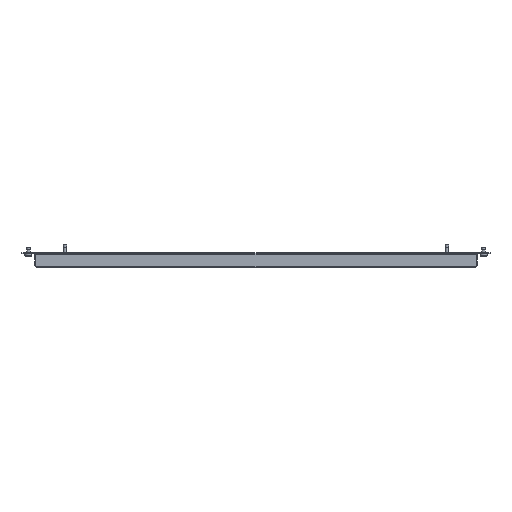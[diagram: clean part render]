
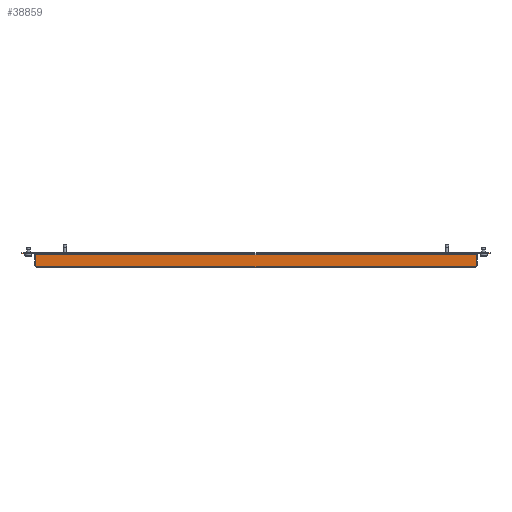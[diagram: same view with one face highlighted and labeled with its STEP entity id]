
A CAD part, front view. The second image highlights one B-rep face of the part: STEP entity #38859.
In plain terms, the highlighted planar face has unit normal (0, -1, 0).
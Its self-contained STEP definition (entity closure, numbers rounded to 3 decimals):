
#38859=ADVANCED_FACE('',(#79056),#79057,.F.);
#79056=FACE_OUTER_BOUND('',#120594,.T.);
#79057=PLANE('',#120595);
#120594=EDGE_LOOP('',(#245891,#245892,#245893,#245894,#245895,#245896,#245897,#245898,#245899,#245900,#245901,#245902,#245903,#245904,#245905,#245906,#245907,#245908,#245909,#245910,#245911,#245912));
#120595=AXIS2_PLACEMENT_3D('',#245913,#245914,#245915);
#245891=ORIENTED_EDGE('',*,*,#310805,.F.);
#245892=ORIENTED_EDGE('',*,*,#262274,.T.);
#245893=ORIENTED_EDGE('',*,*,#310806,.T.);
#245894=ORIENTED_EDGE('',*,*,#310807,.T.);
#245895=ORIENTED_EDGE('',*,*,#310808,.F.);
#245896=ORIENTED_EDGE('',*,*,#310809,.T.);
#245897=ORIENTED_EDGE('',*,*,#310810,.T.);
#245898=ORIENTED_EDGE('',*,*,#310811,.T.);
#245899=ORIENTED_EDGE('',*,*,#310812,.T.);
#245900=ORIENTED_EDGE('',*,*,#310813,.T.);
#245901=ORIENTED_EDGE('',*,*,#310814,.T.);
#245902=ORIENTED_EDGE('',*,*,#310815,.T.);
#245903=ORIENTED_EDGE('',*,*,#310816,.F.);
#245904=ORIENTED_EDGE('',*,*,#310817,.F.);
#245905=ORIENTED_EDGE('',*,*,#310818,.T.);
#245906=ORIENTED_EDGE('',*,*,#310819,.T.);
#245907=ORIENTED_EDGE('',*,*,#310820,.F.);
#245908=ORIENTED_EDGE('',*,*,#310821,.F.);
#245909=ORIENTED_EDGE('',*,*,#310822,.F.);
#245910=ORIENTED_EDGE('',*,*,#310823,.F.);
#245911=ORIENTED_EDGE('',*,*,#310824,.T.);
#245912=ORIENTED_EDGE('',*,*,#310825,.T.);
#245913=CARTESIAN_POINT('',(398.5,0.0,1.195));
#245914=DIRECTION('',(0.0,1.0,0.0));
#245915=DIRECTION('',(-1.0,0.0,0.0));
#262274=EDGE_CURVE('',#321937,#321935,#321938,.T.);
#310805=EDGE_CURVE('',#321937,#390901,#390902,.T.);
#310806=EDGE_CURVE('',#321935,#390903,#390904,.T.);
#310807=EDGE_CURVE('',#390903,#390905,#390906,.T.);
#310808=EDGE_CURVE('',#390907,#390905,#390908,.T.);
#310809=EDGE_CURVE('',#390907,#390909,#390910,.T.);
#310810=EDGE_CURVE('',#390909,#390911,#390912,.T.);
#310811=EDGE_CURVE('',#390911,#390913,#390914,.T.);
#310812=EDGE_CURVE('',#390913,#390915,#390916,.T.);
#310813=EDGE_CURVE('',#390915,#390917,#390918,.T.);
#310814=EDGE_CURVE('',#390917,#390919,#390920,.T.);
#310815=EDGE_CURVE('',#390919,#390921,#390922,.T.);
#310816=EDGE_CURVE('',#390923,#390921,#390924,.T.);
#310817=EDGE_CURVE('',#390925,#390923,#390926,.T.);
#310818=EDGE_CURVE('',#390925,#390927,#390928,.T.);
#310819=EDGE_CURVE('',#390927,#390929,#390930,.T.);
#310820=EDGE_CURVE('',#390931,#390929,#390932,.T.);
#310821=EDGE_CURVE('',#390933,#390931,#390934,.T.);
#310822=EDGE_CURVE('',#390935,#390933,#390936,.T.);
#310823=EDGE_CURVE('',#390937,#390935,#390938,.T.);
#310824=EDGE_CURVE('',#390937,#390939,#390940,.T.);
#310825=EDGE_CURVE('',#390939,#390901,#390941,.T.);
#321935=VERTEX_POINT('',#407382);
#321937=VERTEX_POINT('',#407385);
#321938=LINE('',#407386,#407387);
#390901=VERTEX_POINT('',#512108);
#390902=CIRCLE('',#512109,3.25);
#390903=VERTEX_POINT('',#512110);
#390904=CIRCLE('',#512111,3.25);
#390905=VERTEX_POINT('',#512112);
#390906=LINE('',#512113,#512114);
#390907=VERTEX_POINT('',#512115);
#390908=CIRCLE('',#512116,2.0);
#390909=VERTEX_POINT('',#512117);
#390910=LINE('',#512118,#512119);
#390911=VERTEX_POINT('',#512120);
#390912=LINE('',#512121,#512122);
#390913=VERTEX_POINT('',#512123);
#390914=LINE('',#512124,#512125);
#390915=VERTEX_POINT('',#512126);
#390916=CIRCLE('',#512127,3.25);
#390917=VERTEX_POINT('',#512128);
#390918=LINE('',#512129,#512130);
#390919=VERTEX_POINT('',#512131);
#390920=CIRCLE('',#512132,2.);
#390921=VERTEX_POINT('',#512133);
#390922=LINE('',#512134,#512135);
#390923=VERTEX_POINT('',#512136);
#390924=LINE('',#512137,#512138);
#390925=VERTEX_POINT('',#512139);
#390926=LINE('',#512140,#512141);
#390927=VERTEX_POINT('',#512142);
#390928=CIRCLE('',#512143,2.);
#390929=VERTEX_POINT('',#512144);
#390930=LINE('',#512145,#512146);
#390931=VERTEX_POINT('',#512147);
#390932=CIRCLE('',#512148,3.25);
#390933=VERTEX_POINT('',#512149);
#390934=LINE('',#512150,#512151);
#390935=VERTEX_POINT('',#512152);
#390936=LINE('',#512153,#512154);
#390937=VERTEX_POINT('',#512155);
#390938=LINE('',#512156,#512157);
#390939=VERTEX_POINT('',#512158);
#390940=CIRCLE('',#512159,2.0);
#390941=LINE('',#512160,#512161);
#407382=CARTESIAN_POINT('',(771.75,0.0,0.));
#407385=CARTESIAN_POINT('',(25.25,0.0,0.0));
#407386=CARTESIAN_POINT('',(23.26,0.0,0.0));
#407387=VECTOR('',#518253,1.0);
#512108=CARTESIAN_POINT('',(22.0,0.0,3.25));
#512109=AXIS2_PLACEMENT_3D('',#554012,#554013,#554014);
#512110=CARTESIAN_POINT('',(775.,0.0,3.25));
#512111=AXIS2_PLACEMENT_3D('',#554015,#554016,#554017);
#512112=CARTESIAN_POINT('',(775.0,0.0,21.25));
#512113=CARTESIAN_POINT('',(775.0,0.0,3.25));
#512114=VECTOR('',#554018,1.0);
#512115=CARTESIAN_POINT('',(777.,0.0,23.25));
#512116=AXIS2_PLACEMENT_3D('',#554019,#554020,#554021);
#512117=CARTESIAN_POINT('',(797.0,0.0,23.25));
#512118=CARTESIAN_POINT('',(777.0,0.0,23.25));
#512119=VECTOR('',#554022,1.0);
#512120=CARTESIAN_POINT('',(797.0,0.0,24.5));
#512121=CARTESIAN_POINT('',(797.0,0.0,23.25));
#512122=VECTOR('',#554023,1.0);
#512123=CARTESIAN_POINT('',(777.0,0.0,24.5));
#512124=CARTESIAN_POINT('',(797.0,0.0,24.5));
#512125=VECTOR('',#554024,1.0);
#512126=CARTESIAN_POINT('',(773.75,0.0,21.25));
#512127=AXIS2_PLACEMENT_3D('',#554025,#554026,#554027);
#512128=CARTESIAN_POINT('',(773.75,0.0,3.25));
#512129=CARTESIAN_POINT('',(773.75,0.0,21.25));
#512130=VECTOR('',#554028,1.0);
#512131=CARTESIAN_POINT('',(773.74,0.0,3.05));
#512132=AXIS2_PLACEMENT_3D('',#554029,#554030,#554031);
#512133=CARTESIAN_POINT('',(773.74,0.0,21.25));
#512134=CARTESIAN_POINT('',(773.74,0.0,0.0));
#512135=VECTOR('',#554032,1.0);
#512136=CARTESIAN_POINT('',(23.26,0.0,21.25));
#512137=CARTESIAN_POINT('',(23.26,0.0,21.25));
#512138=VECTOR('',#554033,1.0);
#512139=CARTESIAN_POINT('',(23.26,0.0,3.05));
#512140=CARTESIAN_POINT('',(23.26,0.0,0.0));
#512141=VECTOR('',#554034,1.0);
#512142=CARTESIAN_POINT('',(23.25,0.0,3.25));
#512143=AXIS2_PLACEMENT_3D('',#554035,#554036,#554037);
#512144=CARTESIAN_POINT('',(23.25,0.0,21.25));
#512145=CARTESIAN_POINT('',(23.25,0.0,3.25));
#512146=VECTOR('',#554038,1.0);
#512147=CARTESIAN_POINT('',(20.0,0.0,24.5));
#512148=AXIS2_PLACEMENT_3D('',#554039,#554040,#554041);
#512149=CARTESIAN_POINT('',(0.0,0.0,24.5));
#512150=CARTESIAN_POINT('',(0.0,0.0,24.5));
#512151=VECTOR('',#554042,1.0);
#512152=CARTESIAN_POINT('',(0.0,0.0,23.25));
#512153=CARTESIAN_POINT('',(0.0,0.0,23.25));
#512154=VECTOR('',#554043,1.0);
#512155=CARTESIAN_POINT('',(20.,0.0,23.25));
#512156=CARTESIAN_POINT('',(20.0,0.0,23.25));
#512157=VECTOR('',#554044,1.0);
#512158=CARTESIAN_POINT('',(22.0,0.0,21.25));
#512159=AXIS2_PLACEMENT_3D('',#554045,#554046,#554047);
#512160=CARTESIAN_POINT('',(22.0,0.0,21.25));
#512161=VECTOR('',#554048,1.0);
#518253=DIRECTION('',(1.0,0.0,0.0));
#554012=CARTESIAN_POINT('',(25.25,0.0,3.25));
#554013=DIRECTION('',(0.0,1.0,0.0));
#554014=DIRECTION('',(0.,0.0,-1.0));
#554015=CARTESIAN_POINT('',(771.75,0.0,3.25));
#554016=DIRECTION('',(0.0,-1.0,-0.0));
#554017=DIRECTION('',(1.0,0.0,0.));
#554018=DIRECTION('',(0.0,0.0,1.0));
#554019=CARTESIAN_POINT('',(777.,0.0,21.25));
#554020=DIRECTION('',(0.0,-1.0,0.0));
#554021=DIRECTION('',(0.,0.0,1.0));
#554022=DIRECTION('',(1.0,0.0,0.0));
#554023=DIRECTION('',(0.0,0.0,1.0));
#554024=DIRECTION('',(-1.0,0.0,0.0));
#554025=CARTESIAN_POINT('',(777.,0.0,21.25));
#554026=DIRECTION('',(0.0,-1.0,0.0));
#554027=DIRECTION('',(0.,0.0,1.0));
#554028=DIRECTION('',(0.0,0.0,-1.0));
#554029=CARTESIAN_POINT('',(771.75,0.0,3.25));
#554030=DIRECTION('',(0.0,1.0,0.0));
#554031=DIRECTION('',(1.0,0.0,0.));
#554032=DIRECTION('',(0.0,0.0,1.0));
#554033=DIRECTION('',(1.0,0.0,0.0));
#554034=DIRECTION('',(0.0,0.0,1.0));
#554035=CARTESIAN_POINT('',(25.25,0.0,3.25));
#554036=DIRECTION('',(0.0,1.0,0.0));
#554037=DIRECTION('',(0.,0.0,-1.0));
#554038=DIRECTION('',(0.0,0.0,1.0));
#554039=CARTESIAN_POINT('',(20.,0.0,21.25));
#554040=DIRECTION('',(-0.0,1.0,0.0));
#554041=DIRECTION('',(0.,0.0,1.0));
#554042=DIRECTION('',(1.0,0.0,0.0));
#554043=DIRECTION('',(0.0,0.0,1.0));
#554044=DIRECTION('',(-1.0,0.0,0.0));
#554045=CARTESIAN_POINT('',(20.,0.0,21.25));
#554046=DIRECTION('',(-0.0,1.0,0.0));
#554047=DIRECTION('',(0.,0.0,1.0));
#554048=DIRECTION('',(0.0,0.0,-1.0));
